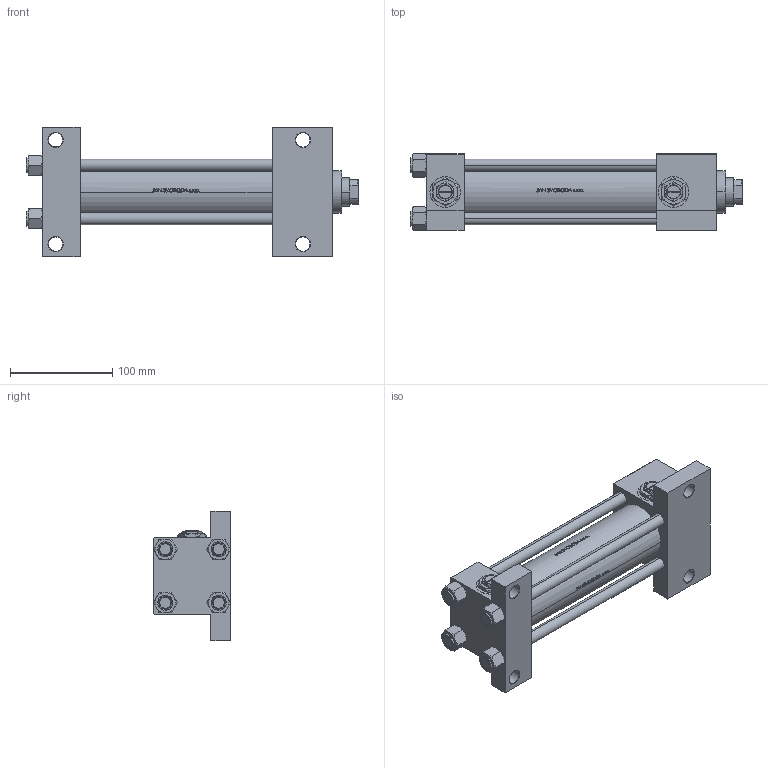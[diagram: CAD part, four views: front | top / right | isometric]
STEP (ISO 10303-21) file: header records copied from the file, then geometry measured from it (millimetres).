
FILE_DESCRIPTION (( 'STEP AP203' ), '1' );
FILE_NAME ('9990.STEP', '2022-05-13T12:38:42', ( '' ), ( '' ), 'SwSTEP 2.0', 'SolidWorks 2019', '' );
FILE_SCHEMA (( 'CONFIG_CONTROL_DESIGN' ));
Length unit declared in the file: millimetre
Products named in the file (7): V215CR_G_TYCINKA bfc99d4f444a7c3a9823121c3a216541; 9990; Zatka_pro_OIL_PORT bfc99d4f444a7c3a9823121c3a216541; V215CR_VCP_G bfc99d4f444a7c3a9823121c3a216541; V215_VC_A bfc99d4f444a7c3a9823121c3a216541; NUT_M5_G bfc99d4f444a7c3a9823121c3a216541; V215CR_G_Body bfc99d4f444a7c3a9823121c3a216541
Assembly tree (17 placements, depth 2):
  9990
    V215CR_G_Body bfc99d4f444a7c3a9823121c3a216541
    V215CR_VCP_G bfc99d4f444a7c3a9823121c3a216541
    V215CR_G_TYCINKA bfc99d4f444a7c3a9823121c3a216541  x6
    NUT_M5_G bfc99d4f444a7c3a9823121c3a216541  x6
    V215_VC_A bfc99d4f444a7c3a9823121c3a216541
    Zatka_pro_OIL_PORT bfc99d4f444a7c3a9823121c3a216541  x2
Bounding box: 325 x 75.54 x 127 mm (x, y, z)
Volume: 1026053.7 mm3; surface area: 265807.8 mm2
Topology: 17 solids, 17 shells, 1268 faces, 3145 edges, 2000 vertices
Faces by surface type: plane 499, bspline 380, cone 230, cylinder 147, torus 12
Entity records: 49570 total; most frequent: CARTESIAN_POINT 26518, ORIENTED_EDGE 5254, DIRECTION 3285, EDGE_CURVE 2627, VERTEX_POINT 1702, VECTOR 1339, LINE 1339, EDGE_LOOP 1133
